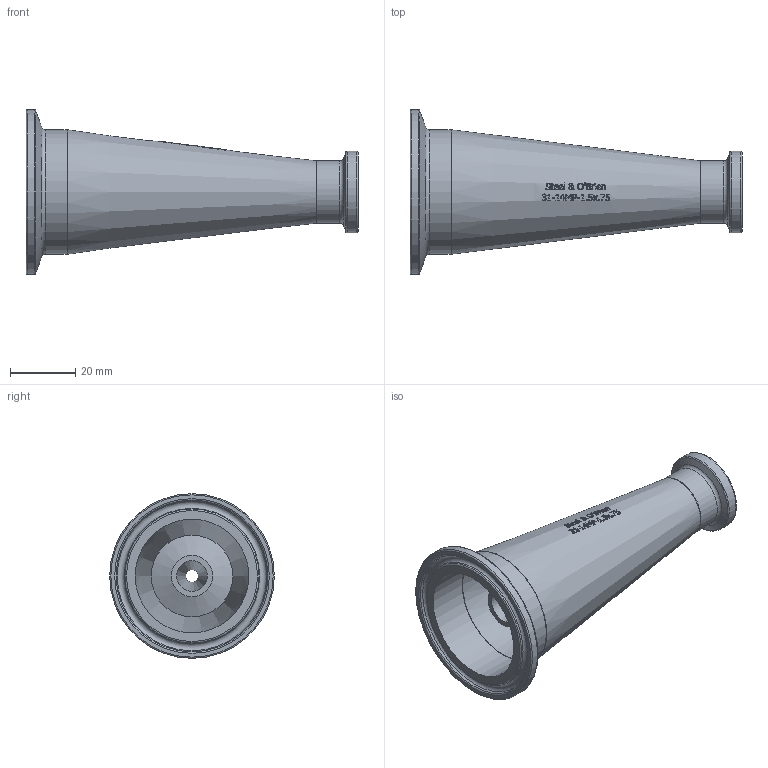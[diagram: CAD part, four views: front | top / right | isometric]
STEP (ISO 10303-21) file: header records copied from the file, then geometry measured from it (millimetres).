
FILE_DESCRIPTION(/* description */ (''),/* implementation_level */ '2;1');
FILE_NAME(/* name */ '31-14MP-15x.75.stp',/* time_stamp */ '2021-06-28T10:05:29-04:00',/* author */ ('rick'),/* organization */ (''),/* preprocessor_version */ 'ST-DEVELOPER v18',/* originating_system */ 'Autodesk Inventor 2020',/* authorisation */ '');
FILE_SCHEMA (('AUTOMOTIVE_DESIGN { 1 0 10303 214 3 1 1 }'));
Length unit declared in the file: inch
Products named in the file (1): 31-14MP-15x.75
Bounding box: 101.6 x 50.39 x 50.39 mm (x, y, z)
Volume: 20659 mm3; surface area: 23003.4 mm2
Topology: 2 solids, 2 shells, 469 faces, 1303 edges, 886 vertices
Faces by surface type: plane 215, bspline 175, cone 50, torus 18, cylinder 11
Full cylindrical faces by diameter (mm): 4.572 x1, 6.35 x1, 15.748 x1, 19.05 x1, 21.895 x2, 24.994 x2, 34.798 x1, 38.1 x1, 50.394 x1
Entity records: 18966 total; most frequent: CARTESIAN_POINT 7612, ORIENTED_EDGE 2606, DIRECTION 1905, EDGE_CURVE 1303, VERTEX_POINT 886, AXIS2_PLACEMENT_3D 659, LINE 587, VECTOR 587
